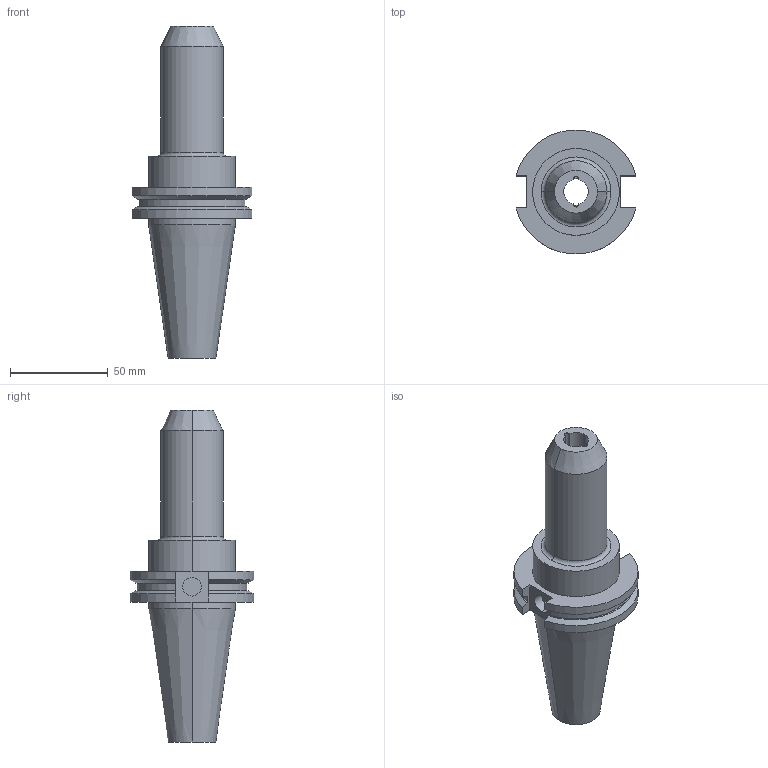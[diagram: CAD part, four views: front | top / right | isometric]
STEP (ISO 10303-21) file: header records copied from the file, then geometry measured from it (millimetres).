
FILE_DESCRIPTION (( 'STEP AP203' ), '1' );
FILE_NAME ('STP-SATE-22917-4B.STEP', '2017-12-21T06:49:01', ( '' ), ( '' ), 'SwSTEP 2.0', 'SolidWorks 2015', '' );
FILE_SCHEMA (( 'CONFIG_CONTROL_DESIGN' ));
Length unit declared in the file: millimetre
Products named in the file (1): STP-SATE-22917-4B
Bounding box: 61.35 x 63.26 x 169.85 mm (x, y, z)
Volume: 161655.8 mm3; surface area: 32855.6 mm2
Topology: 1 solids, 1 shells, 61 faces, 147 edges, 96 vertices
Faces by surface type: cylinder 31, plane 20, cone 8, torus 2
Entity records: 1896 total; most frequent: DIRECTION 337, CARTESIAN_POINT 329, ORIENTED_EDGE 294, EDGE_CURVE 147, AXIS2_PLACEMENT_3D 136, VERTEX_POINT 96, CIRCLE 74, EDGE_LOOP 71
